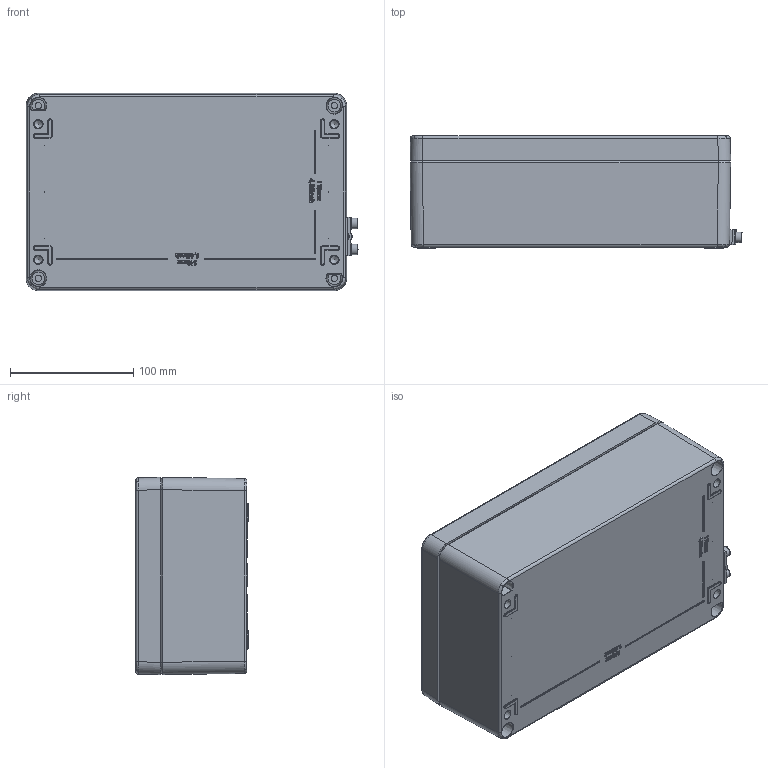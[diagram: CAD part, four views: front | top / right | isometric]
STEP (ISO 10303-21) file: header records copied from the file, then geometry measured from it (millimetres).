
FILE_DESCRIPTION(/* description */ (''),/* implementation_level */ '2;1');
FILE_NAME(/* name */ '15261609000-RST.stp',/* time_stamp */ '2021-09-08T11:06:35+02:00',/* author */ ('sl'),/* organization */ (''),/* preprocessor_version */ 'ST-DEVELOPER v16.5',/* originating_system */ 'Autodesk Inventor 2017',/* authorisation */ '');
FILE_SCHEMA (('AUTOMOTIVE_DESIGN { 1 0 10303 214 3 1 1 }'));
Products named in the file (13): Alu-Ex-Gehäuse-20-BG-0001-15_261609_000; Deckel-Alu-Ex-Gehäuse-20-BG-0002-15_261609_000; Deckel-Alu-Ex-Gehäuse-20-BT-0001-15_261609_000; Dichtlippe-Alu-Ex-Gehäuse-20-BT-0003-15_261609_00
0; UT-Alu-Ex-Gehäuse-20-BG-0003-15_261609_000; Dop-Erdungsschraube1; Dop-Erdungsschraube-Teil1; Dop-Erdungsschraube-Teil6; Dop-Erdungsschraube-Teil5; Dop-Erdungsschraube-Teil7; UT-Alu-Ex-Gehäuse-20-BT-0002-15_261609_000; Erdung92081; SchraubeM6x25-10
Assembly tree (20 placements, depth 4):
  Alu-Ex-Gehäuse-20-BG-0001-15_261609_000
    Deckel-Alu-Ex-Gehäuse-20-BG-0002-15_261609_000
      Deckel-Alu-Ex-Gehäuse-20-BT-0001-15_261609_000
      Dichtlippe-Alu-Ex-Gehäuse-20-BT-0003-15_261609_00
0
    UT-Alu-Ex-Gehäuse-20-BG-0003-15_261609_000
      Dop-Erdungsschraube1
        Dop-Erdungsschraube-Teil1
        Dop-Erdungsschraube-Teil5  x2
        Dop-Erdungsschraube-Teil6
        Dop-Erdungsschraube-Teil7  x2
      UT-Alu-Ex-Gehäuse-20-BT-0002-15_261609_000
      Erdung92081  x4
    SchraubeM6x25-10  x4
Bounding box: 269.16 x 90.99 x 160 mm (x, y, z)
Volume: 780062.2 mm3; surface area: 340677.5 mm2
Topology: 17 solids, 17 shells, 3006 faces, 7191 edges, 3949 vertices
Faces by surface type: bspline 1059, cylinder 904, plane 705, sphere 191, cone 79, torus 68
Full cylindrical faces by diameter (mm): 1.8 x1, 1.9 x1, 4.7 x4, 5 x18, 5.3 x4, 5.95 x1, 6 x4, 6.15 x1, 6.5 x9, 8 x4, 8.387 x4, 8.5 x2, 10 x2
Entity records: 132381 total; most frequent: CARTESIAN_POINT 74779, ORIENTED_EDGE 12378, DIRECTION 11139, EDGE_CURVE 6189, AXIS2_PLACEMENT_3D 4381, VERTEX_POINT 3629, EDGE_LOOP 3110, FACE_OUTER_BOUND 2820
